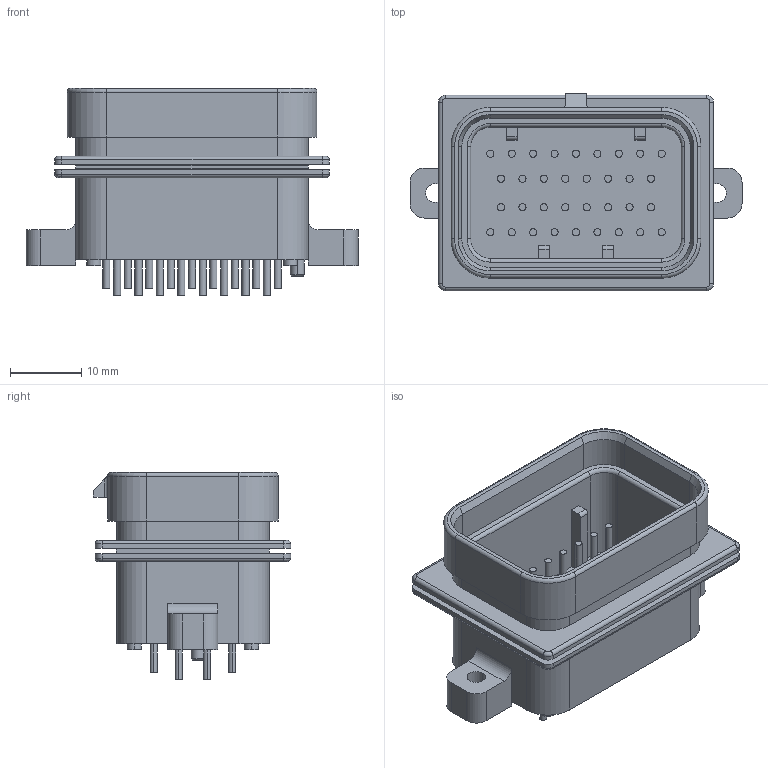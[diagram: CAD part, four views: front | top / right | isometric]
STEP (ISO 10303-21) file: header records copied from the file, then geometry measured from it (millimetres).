
FILE_DESCRIPTION((''),'2;1');
FILE_NAME('C-2-6447232-4','2010-04-07T',('workeradm'),('Tyco Electronics Ltd.'),'PRO/ENGINEER BY PARAMETRIC TECHNOLOGY CORPORATION, 2009300','PRO/ENGINEER BY PARAMETRIC TECHNOLOGY CORPORATION, 2009300','');
FILE_SCHEMA(('AUTOMOTIVE_DESIGN { 1 0 10303 214 1 1 1 1 }'));
Length unit declared in the file: millimetre
Products named in the file (1): C-2-6447232-4
Bounding box: 46.5 x 27.65 x 29 mm (x, y, z)
Volume: 7759.8 mm3; surface area: 9036.9 mm2
Topology: 1 solids, 1 shells, 389 faces, 869 edges, 562 vertices
Faces by surface type: cylinder 211, plane 152, torus 14, cone 10, bspline 2
Entity records: 13864 total; most frequent: DIRECTION 2085, CARTESIAN_POINT 1868, ORIENTED_EDGE 1738, PRESENTATION_STYLE_ASSIGNMENT 870, STYLED_ITEM 870, CURVE_STYLE 869, EDGE_CURVE 869, AXIS2_PLACEMENT_3D 833
